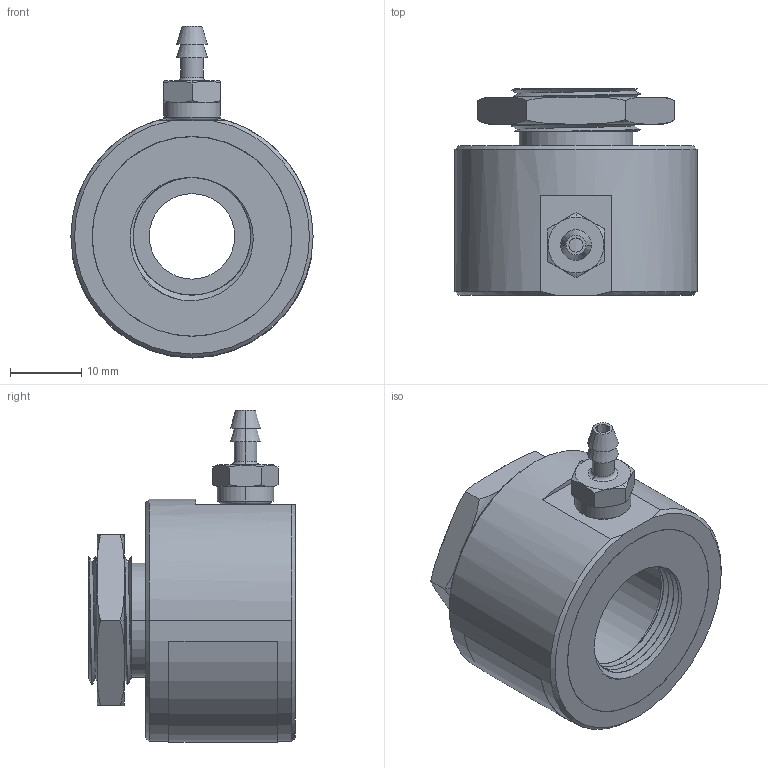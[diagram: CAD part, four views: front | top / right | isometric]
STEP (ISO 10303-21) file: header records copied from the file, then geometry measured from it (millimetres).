
FILE_DESCRIPTION((''),'2;1');
FILE_NAME('194041_ASM','2016-04-05T',('PDMAdmin'),(''),'PRO/ENGINEER BY PARAMETRIC TECHNOLOGY CORPORATION, 2013230','PRO/ENGINEER BY PARAMETRIC TECHNOLOGY CORPORATION, 2013230','');
FILE_SCHEMA(('CONFIG_CONTROL_DESIGN'));
Length unit declared in the file: millimetre
Products named in the file (7): 122538; 122539; 49246; 123324; 44284; 74893_ASM; 194041_ASM
Assembly tree (6 placements, depth 3):
  194041_ASM
    74893_ASM
      122538
      122539
      49246
      123324
      44284
Bounding box: 34 x 29 x 46.61 mm (x, y, z)
Volume: 15777.6 mm3; surface area: 12954.3 mm2
Topology: 5 solids, 6 shells, 154 faces, 355 edges, 222 vertices
Faces by surface type: cylinder 61, plane 38, cone 17, torus 16, bspline 14, sphere 8
Entity records: 8387 total; most frequent: CARTESIAN_POINT 4811, DIRECTION 717, ORIENTED_EDGE 706, EDGE_CURVE 355, AXIS2_PLACEMENT_3D 306, VERTEX_POINT 222, EDGE_LOOP 175, FACE_OUTER_BOUND 154
